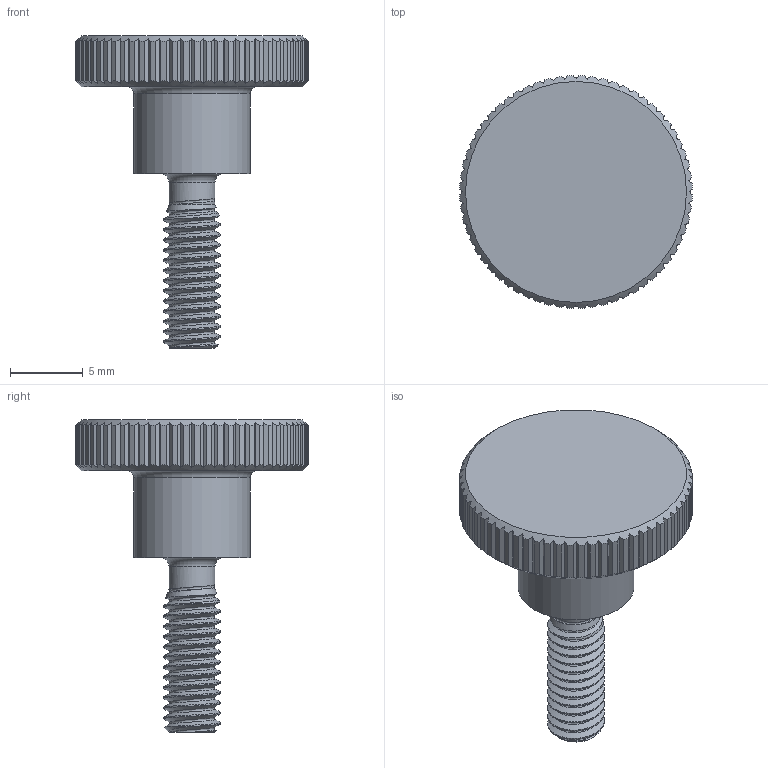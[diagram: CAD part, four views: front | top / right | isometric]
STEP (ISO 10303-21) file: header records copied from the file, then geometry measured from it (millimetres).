
FILE_DESCRIPTION(('FreeCAD Model'),'2;1');
FILE_NAME('Open CASCADE Shape Model','2025-06-25T08:44:17',('BT'),(''), 'Open CASCADE STEP processor 7.8','FreeCAD','Unknown');
FILE_SCHEMA(('AUTOMOTIVE_DESIGN { 1 0 10303 214 1 1 1 1 }'));
Length unit declared in the file: millimetre
Products named in the file (1): M4x12-Screw
Bounding box: 16 x 16 x 21.5 mm (x, y, z)
Volume: 1101.9 mm3; surface area: 923.3 mm2
Topology: 1 solids, 1 shells, 267 faces, 724 edges, 461 vertices
Faces by surface type: plane 133, cylinder 80, bspline 45, cone 7, torus 2
Full cylindrical faces by diameter (mm): 3.152 x1, 3.91 x11, 8 x1
Entity records: 13093 total; most frequent: CARTESIAN_POINT 6391, DIRECTION 1457, ORIENTED_EDGE 1448, EDGE_CURVE 724, AXIS2_PLACEMENT_3D 622, VERTEX_POINT 461, FACE_BOUND 269, EDGE_LOOP 269
